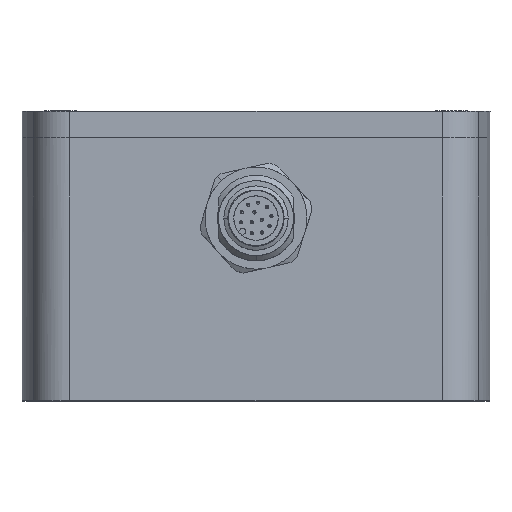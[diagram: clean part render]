
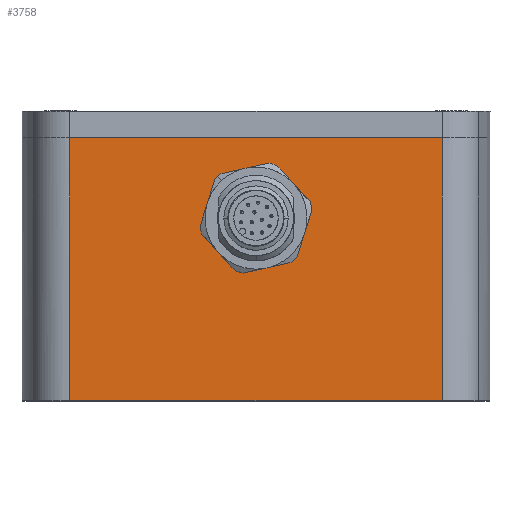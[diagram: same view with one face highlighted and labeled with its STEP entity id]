
A CAD part, front view. The second image highlights one B-rep face of the part: STEP entity #3758.
In plain terms, the highlighted planar face has unit normal (0, -1, 0).
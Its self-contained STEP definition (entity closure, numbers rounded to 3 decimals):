
#1059 = ORIENTED_EDGE ( 'NONE', *, *, #38243, .F. ) ;
#1095 = DIRECTION ( 'NONE',  ( 0., 0., -1. ) ) ;
#1608 = DIRECTION ( 'NONE',  ( 0., 0., -1. ) ) ;
#2049 = PLANE ( 'NONE',  #6548 ) ;
#3758 = ADVANCED_FACE ( 'Defeatured_1_55', ( #21489 ), #2049, .F. ) ;
#4070 = CARTESIAN_POINT ( 'NONE',  ( 82.522, 28.251, 35.776 ) ) ;
#5138 = EDGE_CURVE ( 'Defeatured_1_64+Defeatured_1_55+Defeatured_1_40+Defeatured_1_30', #42631, #31735, #24940, .T. ) ;
#5433 = CARTESIAN_POINT ( 'NONE',  ( 13.002, 28.251, 84.876 ) ) ;
#6548 = AXIS2_PLACEMENT_3D ( 'NONE', #46630, #43349, #9510 ) ;
#7439 = CARTESIAN_POINT ( 'NONE',  ( 82.522, 28.251, 84.876 ) ) ;
#7653 = CARTESIAN_POINT ( 'NONE',  ( 13.002, 28.251, 35.776 ) ) ;
#8271 = ORIENTED_EDGE ( 'NONE', *, *, #24035, .T. ) ;
#9510 = DIRECTION ( 'NONE',  ( -1., 0., 0. ) ) ;
#10482 = LINE ( 'NONE', #13306, #34967 ) ;
#13306 = CARTESIAN_POINT ( 'NONE',  ( 13.002, 28.251, 84.876 ) ) ;
#16541 = VECTOR ( 'NONE', #47495, 1000. ) ;
#17306 = LINE ( 'NONE', #4070, #44690 ) ;
#21489 = FACE_OUTER_BOUND ( 'NONE', #45295, .T. ) ;
#23056 = CARTESIAN_POINT ( 'NONE',  ( 82.522, 28.251, 84.876 ) ) ;
#24035 = EDGE_CURVE ( 'Defeatured_1_55+Defeatured_1_63+Defeatured_1_40+Defeatured_1_30', #48003, #45508, #10482, .T. ) ;
#24940 = LINE ( 'NONE', #23056, #34229 ) ;
#26451 = LINE ( 'NONE', #47172, #16541 ) ;
#30594 = DIRECTION ( 'NONE',  ( -1., 0., 0. ) ) ;
#31735 = VERTEX_POINT ( 'NONE', #36135 ) ;
#34229 = VECTOR ( 'NONE', #1095, 1000. ) ;
#34967 = VECTOR ( 'NONE', #1608, 1000. ) ;
#36135 = CARTESIAN_POINT ( 'NONE',  ( 82.522, 28.251, 35.776 ) ) ;
#38243 = EDGE_CURVE ( 'Defeatured_1_30+Defeatured_1_55+Defeatured_1_64+Defeatured_1_63', #31735, #45508, #17306, .T. ) ;
#41354 = EDGE_CURVE ( 'Defeatured_1_40+Defeatured_1_55+Defeatured_1_63+Defeatured_1_64', #48003, #42631, #26451, .T. ) ;
#41653 = ORIENTED_EDGE ( 'NONE', *, *, #5138, .F. ) ;
#42631 = VERTEX_POINT ( 'NONE', #7439 ) ;
#43349 = DIRECTION ( 'NONE',  ( 0., 1., 0. ) ) ;
#44690 = VECTOR ( 'NONE', #30594, 1000. ) ;
#45295 = EDGE_LOOP ( 'NONE', ( #8271, #1059, #41653, #46255 ) ) ;
#45508 = VERTEX_POINT ( 'NONE', #7653 ) ;
#46255 = ORIENTED_EDGE ( 'NONE', *, *, #41354, .F. ) ;
#46630 = CARTESIAN_POINT ( 'NONE',  ( 13.002, 28.251, 84.876 ) ) ;
#47172 = CARTESIAN_POINT ( 'NONE',  ( 13.002, 28.251, 84.876 ) ) ;
#47495 = DIRECTION ( 'NONE',  ( 1., 0., 0. ) ) ;
#48003 = VERTEX_POINT ( 'NONE', #5433 ) ;
